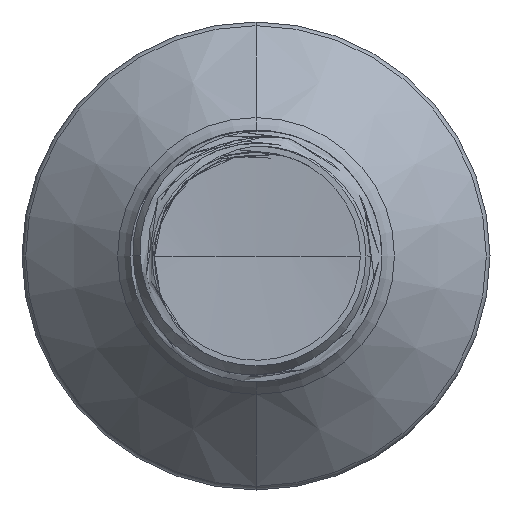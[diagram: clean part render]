
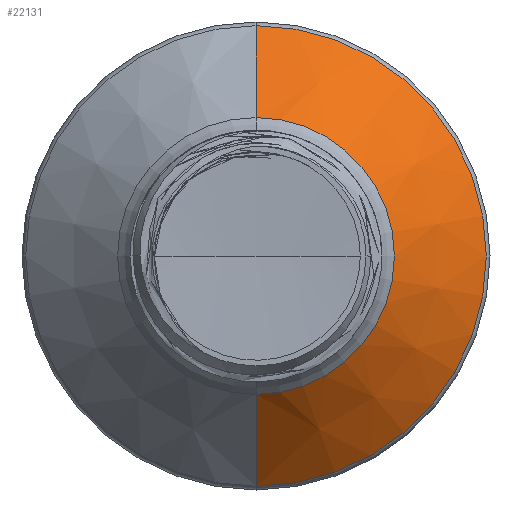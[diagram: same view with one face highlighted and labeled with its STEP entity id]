
A CAD part, front view. The second image highlights one B-rep face of the part: STEP entity #22131.
In plain terms, the highlighted conical face has half-angle 45 degrees and reference radius 2.75 mm.
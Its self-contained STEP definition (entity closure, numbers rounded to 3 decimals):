
#214 = ORIENTED_EDGE ( 'NONE', *, *, #29393, .T. ) ;
#1692 = CIRCLE ( 'NONE', #31103, 2.75 ) ;
#2362 = CARTESIAN_POINT ( 'NONE',  ( 0., 16.365, 2.75 ) ) ;
#2487 = DIRECTION ( 'NONE',  ( 0., 0.707, 0.707 ) ) ;
#2658 = DIRECTION ( 'NONE',  ( 0., 0., 1. ) ) ;
#2670 = DIRECTION ( 'NONE',  ( 0., 1., 0. ) ) ;
#2705 = CARTESIAN_POINT ( 'NONE',  ( 0., 18.192, 0. ) ) ;
#7694 = CARTESIAN_POINT ( 'NONE',  ( 0., 18.192, -4.577 ) ) ;
#8071 = DIRECTION ( 'NONE',  ( 0., 0., 1. ) ) ;
#9460 = EDGE_CURVE ( 'NONE', #37234, #17332, #25332, .T. ) ;
#9465 = DIRECTION ( 'NONE',  ( 0., 0.707, -0.707 ) ) ;
#10540 = CARTESIAN_POINT ( 'NONE',  ( 0., 16.365, -2.75 ) ) ;
#11675 = VERTEX_POINT ( 'NONE', #26205 ) ;
#11764 = CONICAL_SURFACE ( 'NONE', #23054, 2.75, 0.785 ) ;
#13430 = VECTOR ( 'NONE', #9465, 1000. ) ;
#13825 = CARTESIAN_POINT ( 'NONE',  ( 0., 16.365, 0. ) ) ;
#14857 = EDGE_CURVE ( 'NONE', #11675, #37234, #30988, .T. ) ;
#15341 = ORIENTED_EDGE ( 'NONE', *, *, #9460, .F. ) ;
#16397 = CARTESIAN_POINT ( 'NONE',  ( 0., 16.365, 0. ) ) ;
#17332 = VERTEX_POINT ( 'NONE', #7694 ) ;
#18859 = AXIS2_PLACEMENT_3D ( 'NONE', #2705, #2670, #2658 ) ;
#19028 = CARTESIAN_POINT ( 'NONE',  ( 0., 18.192, 4.577 ) ) ;
#19577 = DIRECTION ( 'NONE',  ( 0., 0., 1. ) ) ;
#20945 = FACE_OUTER_BOUND ( 'NONE', #23167, .T. ) ;
#21684 = ORIENTED_EDGE ( 'NONE', *, *, #34489, .T. ) ;
#22131 = ADVANCED_FACE ( 'NONE', ( #20945 ), #11764, .T. ) ;
#23054 = AXIS2_PLACEMENT_3D ( 'NONE', #13825, #33850, #8071 ) ;
#23167 = EDGE_LOOP ( 'NONE', ( #214, #21684, #15341, #31309 ) ) ;
#23416 = VECTOR ( 'NONE', #2487, 1000. ) ;
#23591 = LINE ( 'NONE', #30475, #13430 ) ;
#25332 = CIRCLE ( 'NONE', #18859, 4.577 ) ;
#26205 = CARTESIAN_POINT ( 'NONE',  ( 0., 16.365, 2.75 ) ) ;
#29393 = EDGE_CURVE ( 'NONE', #11675, #32337, #1692, .T. ) ;
#30475 = CARTESIAN_POINT ( 'NONE',  ( 0., 16.365, -2.75 ) ) ;
#30988 = LINE ( 'NONE', #2362, #23416 ) ;
#31103 = AXIS2_PLACEMENT_3D ( 'NONE', #16397, #36352, #19577 ) ;
#31309 = ORIENTED_EDGE ( 'NONE', *, *, #14857, .F. ) ;
#32337 = VERTEX_POINT ( 'NONE', #10540 ) ;
#33850 = DIRECTION ( 'NONE',  ( 0., 1., 0. ) ) ;
#34489 = EDGE_CURVE ( 'NONE', #32337, #17332, #23591, .T. ) ;
#36352 = DIRECTION ( 'NONE',  ( 0., 1., 0. ) ) ;
#37234 = VERTEX_POINT ( 'NONE', #19028 ) ;
